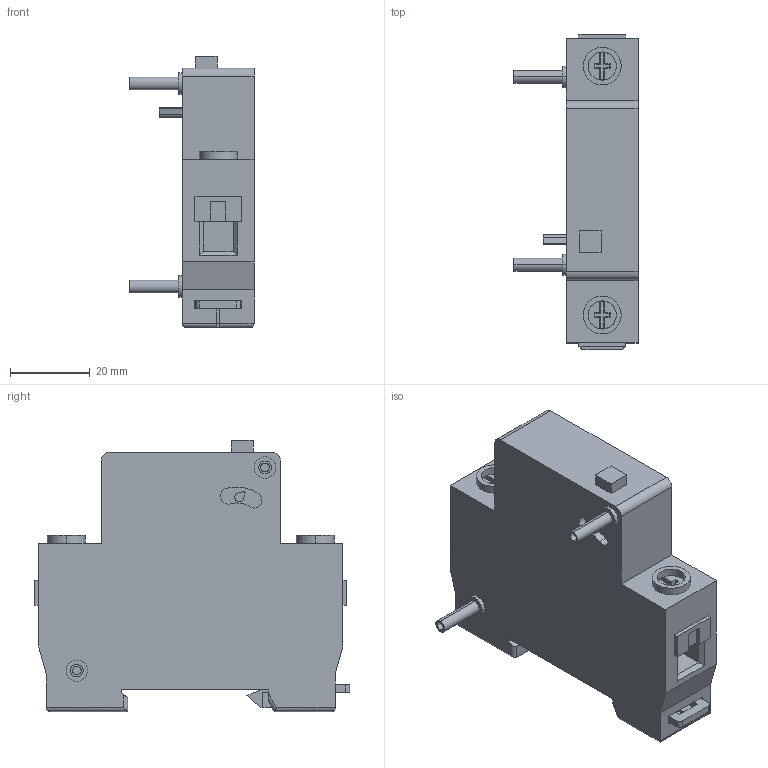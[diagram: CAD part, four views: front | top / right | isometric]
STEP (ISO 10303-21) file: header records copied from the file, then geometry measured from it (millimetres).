
FILE_DESCRIPTION (( 'STEP AP203' ), '1' );
FILE_NAME ('Ðàñöåïèòåëü íåçàâèñèìûé ÐÍ-47 EKF Basic (mdri-47-bas).STEP', '2021-12-15T13:38:36', ( '' ), ( '' ), 'SwSTEP 2.0', 'SolidWorks 2021', '' );
FILE_SCHEMA (( 'CONFIG_CONTROL_DESIGN' ));
Length unit declared in the file: millimetre
Products named in the file (1): Ðàñöåïèòåëü íåçàâèñèìûé ÐÍ-47 EKF Basic (mdri-47-bas)
Bounding box: 31.2 x 79.25 x 68.2 mm (x, y, z)
Volume: 70909.5 mm3; surface area: 16221.6 mm2
Topology: 2 solids, 2 shells, 190 faces, 487 edges, 316 vertices
Faces by surface type: plane 146, cylinder 44
Entity records: 5762 total; most frequent: CARTESIAN_POINT 1030, ORIENTED_EDGE 974, DIRECTION 937, EDGE_CURVE 487, VECTOR 395, LINE 395, VERTEX_POINT 316, AXIS2_PLACEMENT_3D 271
